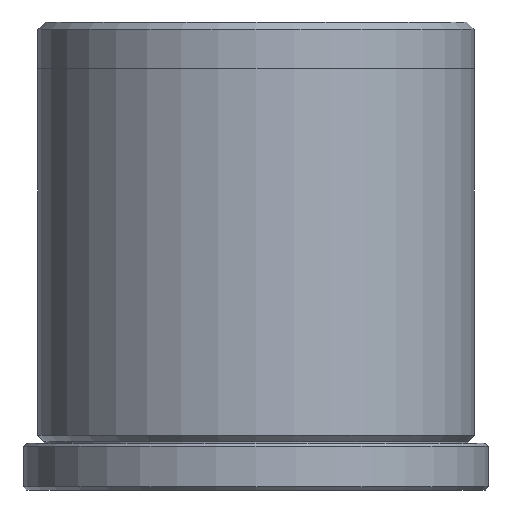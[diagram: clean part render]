
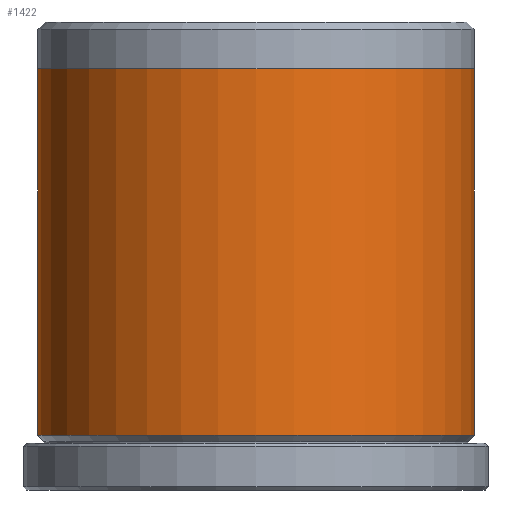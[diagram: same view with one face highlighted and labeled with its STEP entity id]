
A CAD part, front view. The second image highlights one B-rep face of the part: STEP entity #1422.
In plain terms, the highlighted cylindrical face has radius 14 mm (diameter 28 mm), a partial arc.
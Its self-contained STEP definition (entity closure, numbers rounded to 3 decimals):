
#40 = DIRECTION ( 'NONE',  ( 1., 0., 0. ) ) ;
#57 = VERTEX_POINT ( 'NONE', #1347 ) ;
#58 = AXIS2_PLACEMENT_3D ( 'NONE', #2156, #1112, #40 ) ;
#126 = VERTEX_POINT ( 'NONE', #1204 ) ;
#176 = CYLINDRICAL_SURFACE ( 'NONE', #1183, 14. ) ;
#216 = AXIS2_PLACEMENT_3D ( 'NONE', #1375, #308, #1543 ) ;
#238 = VERTEX_POINT ( 'NONE', #1887 ) ;
#308 = DIRECTION ( 'NONE',  ( 0., 0., -1. ) ) ;
#361 = VECTOR ( 'NONE', #1867, 1000. ) ;
#435 = DIRECTION ( 'NONE',  ( 0., 0., -1. ) ) ;
#471 = CARTESIAN_POINT ( 'NONE',  ( -14., 0., 3.5 ) ) ;
#556 = CIRCLE ( 'NONE', #58, 14. ) ;
#557 = DIRECTION ( 'NONE',  ( 0., 0., -1. ) ) ;
#658 = ORIENTED_EDGE ( 'NONE', *, *, #749, .T. ) ;
#723 = ORIENTED_EDGE ( 'NONE', *, *, #1705, .F. ) ;
#749 = EDGE_CURVE ( 'NONE', #126, #1890, #2041, .T. ) ;
#831 = LINE ( 'NONE', #2042, #361 ) ;
#1112 = DIRECTION ( 'NONE',  ( 0., 0., 1. ) ) ;
#1183 = AXIS2_PLACEMENT_3D ( 'NONE', #1788, #557, #1446 ) ;
#1204 = CARTESIAN_POINT ( 'NONE',  ( -14., 0., 27. ) ) ;
#1216 = EDGE_CURVE ( 'NONE', #57, #1890, #1791, .T. ) ;
#1347 = CARTESIAN_POINT ( 'NONE',  ( 14., 0., 3.5 ) ) ;
#1375 = CARTESIAN_POINT ( 'NONE',  ( 0., 0., 3.5 ) ) ;
#1422 = ADVANCED_FACE ( 'NONE', ( #1423 ), #176, .T. ) ;
#1423 = FACE_OUTER_BOUND ( 'NONE', #1785, .T. ) ;
#1446 = DIRECTION ( 'NONE',  ( -1., 0., 0. ) ) ;
#1542 = ORIENTED_EDGE ( 'NONE', *, *, #2102, .F. ) ;
#1543 = DIRECTION ( 'NONE',  ( -1., 0., 0. ) ) ;
#1571 = VECTOR ( 'NONE', #435, 1000. ) ;
#1659 = CARTESIAN_POINT ( 'NONE',  ( -14., 0., 30. ) ) ;
#1705 = EDGE_CURVE ( 'NONE', #126, #238, #556, .T. ) ;
#1785 = EDGE_LOOP ( 'NONE', ( #1542, #723, #658, #1896 ) ) ;
#1788 = CARTESIAN_POINT ( 'NONE',  ( 0., 0., 30. ) ) ;
#1791 = CIRCLE ( 'NONE', #216, 14. ) ;
#1867 = DIRECTION ( 'NONE',  ( 0., 0., -1. ) ) ;
#1887 = CARTESIAN_POINT ( 'NONE',  ( 14., 0., 27. ) ) ;
#1890 = VERTEX_POINT ( 'NONE', #471 ) ;
#1896 = ORIENTED_EDGE ( 'NONE', *, *, #1216, .F. ) ;
#2041 = LINE ( 'NONE', #1659, #1571 ) ;
#2042 = CARTESIAN_POINT ( 'NONE',  ( 14., 0., 30. ) ) ;
#2102 = EDGE_CURVE ( 'NONE', #238, #57, #831, .T. ) ;
#2156 = CARTESIAN_POINT ( 'NONE',  ( 0., 0., 27. ) ) ;
